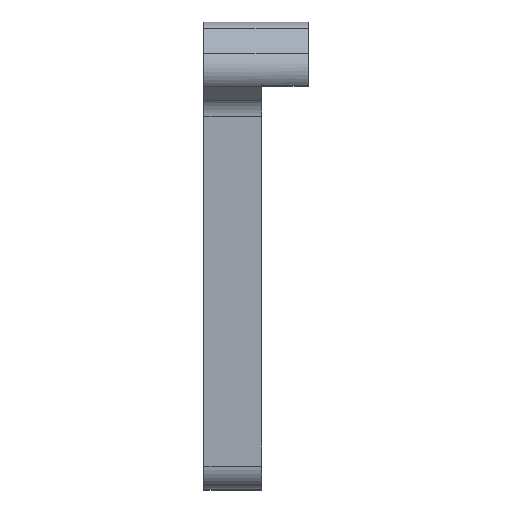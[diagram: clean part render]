
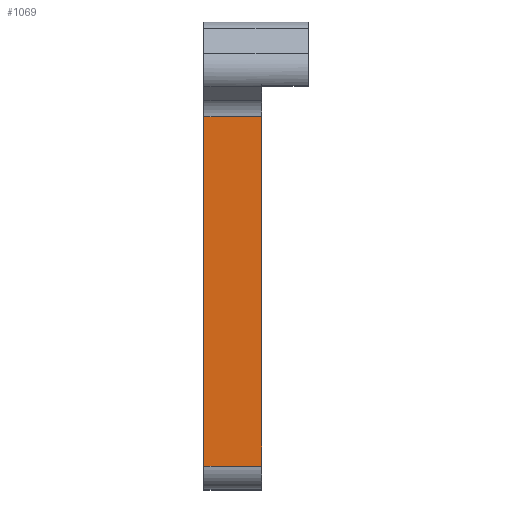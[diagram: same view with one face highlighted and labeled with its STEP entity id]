
A CAD part, top view. The second image highlights one B-rep face of the part: STEP entity #1069.
In plain terms, the highlighted planar face has unit normal (0, 0, 1).
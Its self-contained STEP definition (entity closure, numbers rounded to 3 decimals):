
#32=PLANE('',#1161);
#83=FACE_OUTER_BOUND('',#145,.T.);
#145=EDGE_LOOP('',(#889,#890,#891,#892));
#191=LINE('',#1525,#323);
#237=LINE('',#1636,#369);
#271=LINE('',#1709,#403);
#282=LINE('',#1733,#414);
#323=VECTOR('',#1229,10.);
#369=VECTOR('',#1305,10.);
#403=VECTOR('',#1353,10.);
#414=VECTOR('',#1380,10.);
#486=VERTEX_POINT('',#1522);
#487=VERTEX_POINT('',#1524);
#536=VERTEX_POINT('',#1633);
#537=VERTEX_POINT('',#1635);
#591=EDGE_CURVE('',#486,#487,#191,.T.);
#647=EDGE_CURVE('',#537,#536,#237,.T.);
#685=EDGE_CURVE('',#487,#536,#271,.T.);
#698=EDGE_CURVE('',#537,#486,#282,.T.);
#889=ORIENTED_EDGE('',*,*,#685,.F.);
#890=ORIENTED_EDGE('',*,*,#591,.F.);
#891=ORIENTED_EDGE('',*,*,#698,.F.);
#892=ORIENTED_EDGE('',*,*,#647,.T.);
#1069=ADVANCED_FACE('',(#83),#32,.T.);
#1161=AXIS2_PLACEMENT_3D('',#1734,#1381,#1382);
#1229=DIRECTION('',(0.,1.,0.));
#1305=DIRECTION('',(0.,1.,0.));
#1353=DIRECTION('',(1.,0.,0.));
#1380=DIRECTION('',(-1.,0.,0.));
#1381=DIRECTION('center_axis',(0.,0.,1.));
#1382=DIRECTION('ref_axis',(0.,1.,0.));
#1522=CARTESIAN_POINT('',(185.5,2.643,172.65));
#1524=CARTESIAN_POINT('',(185.5,32.8,172.65));
#1525=CARTESIAN_POINT('',(185.5,0.643,172.65));
#1633=CARTESIAN_POINT('',(190.5,32.8,172.65));
#1635=CARTESIAN_POINT('',(190.5,2.643,172.65));
#1636=CARTESIAN_POINT('',(190.5,0.643,172.65));
#1709=CARTESIAN_POINT('',(190.5,32.8,172.65));
#1733=CARTESIAN_POINT('',(190.5,2.643,172.65));
#1734=CARTESIAN_POINT('Origin',(190.5,0.643,172.65));
